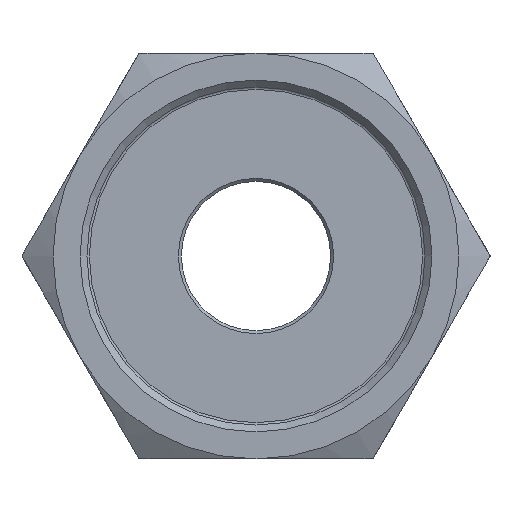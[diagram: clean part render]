
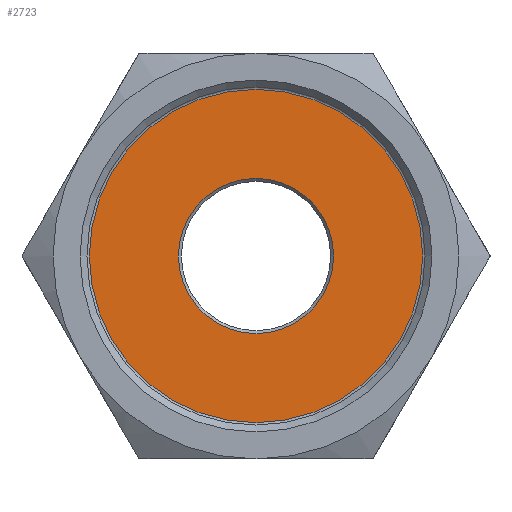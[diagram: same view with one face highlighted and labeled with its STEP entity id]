
A CAD part, left-side view. The second image highlights one B-rep face of the part: STEP entity #2723.
In plain terms, the highlighted planar face has unit normal (-1, 0, 0).
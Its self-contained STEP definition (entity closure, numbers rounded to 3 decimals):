
#1970 = FACE_BOUND ( 'NONE', #5442, .T. ) ;
#2003 = FACE_OUTER_BOUND ( 'NONE', #5485, .T. ) ;
#2027 = PLANE ( 'NONE',  #3601 ) ;
#2079 = DIRECTION ( 'NONE',  ( 0., 1., 0. ) ) ;
#2089 = DIRECTION ( 'NONE',  ( 1., 0., 0. ) ) ;
#2098 = CARTESIAN_POINT ( 'NONE',  ( 24.8, 0., -28.428 ) ) ;
#2723 = ADVANCED_FACE ( 'NONE', ( #1970, #2003 ), #2027, .F. ) ;
#3524 = CIRCLE ( 'NONE', #3555, 27.928 ) ;
#3555 = AXIS2_PLACEMENT_3D ( 'NONE', #4660, #4629, #4664 ) ;
#3601 = AXIS2_PLACEMENT_3D ( 'NONE', #2098, #2089, #2079 ) ;
#3700 = CIRCLE ( 'NONE', #3704, 13. ) ;
#3704 = AXIS2_PLACEMENT_3D ( 'NONE', #4687, #4710, #4704 ) ;
#4629 = DIRECTION ( 'NONE',  ( 1., 0., 0. ) ) ;
#4660 = CARTESIAN_POINT ( 'NONE',  ( 24.8, 0., 0. ) ) ;
#4664 = DIRECTION ( 'NONE',  ( 0., 0., 1. ) ) ;
#4687 = CARTESIAN_POINT ( 'NONE',  ( 24.8, 0., 0. ) ) ;
#4704 = DIRECTION ( 'NONE',  ( 0., 0., 1. ) ) ;
#4710 = DIRECTION ( 'NONE',  ( -1., 0., 0. ) ) ;
#4872 = ORIENTED_EDGE ( 'NONE', *, *, #7816, .F. ) ;
#4903 = ORIENTED_EDGE ( 'NONE', *, *, #7813, .F. ) ;
#5442 = EDGE_LOOP ( 'NONE', ( #4872 ) ) ;
#5485 = EDGE_LOOP ( 'NONE', ( #4903 ) ) ;
#7813 = EDGE_CURVE ( 'NONE', #9365, #9365, #3524, .T. ) ;
#7816 = EDGE_CURVE ( 'NONE', #9380, #9380, #3700, .T. ) ;
#9323 = CARTESIAN_POINT ( 'NONE',  ( 24.8, 0., 13. ) ) ;
#9365 = VERTEX_POINT ( 'NONE', #9378 ) ;
#9378 = CARTESIAN_POINT ( 'NONE',  ( 24.8, 0., 27.928 ) ) ;
#9380 = VERTEX_POINT ( 'NONE', #9323 ) ;
